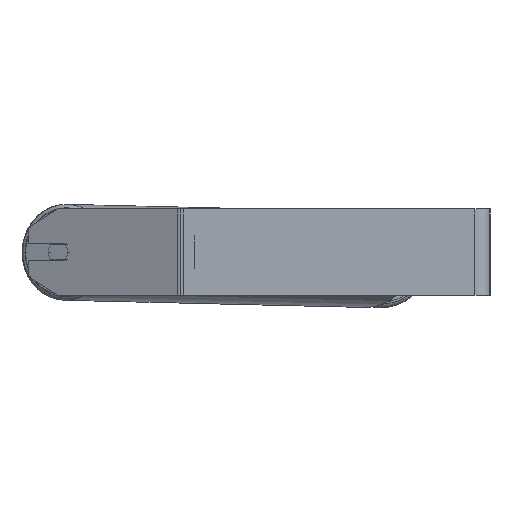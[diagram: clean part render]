
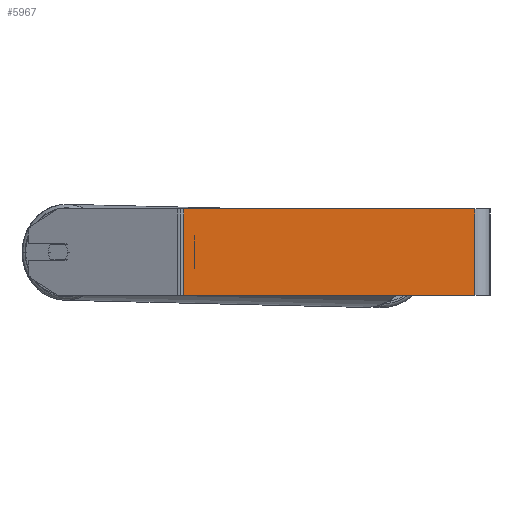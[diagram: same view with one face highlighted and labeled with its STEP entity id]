
A CAD part, left-side view. The second image highlights one B-rep face of the part: STEP entity #5967.
In plain terms, the highlighted planar face has unit normal (-1, 0, 0).
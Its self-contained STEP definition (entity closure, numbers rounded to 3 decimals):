
#32 = PLANE ( 'NONE',  #8242 ) ;
#213 = DIRECTION ( 'NONE',  ( 0., 0., -1. ) ) ;
#216 = LINE ( 'NONE', #2211, #1335 ) ;
#283 = VERTEX_POINT ( 'NONE', #8178 ) ;
#412 = CARTESIAN_POINT ( 'NONE',  ( -1045., 284.094, -40. ) ) ;
#653 = VERTEX_POINT ( 'NONE', #2722 ) ;
#885 = ORIENTED_EDGE ( 'NONE', *, *, #3242, .T. ) ;
#1257 = ORIENTED_EDGE ( 'NONE', *, *, #7119, .F. ) ;
#1335 = VECTOR ( 'NONE', #2783, 1000. ) ;
#1983 = CARTESIAN_POINT ( 'NONE',  ( -1045., 287.198, -40. ) ) ;
#2046 = VECTOR ( 'NONE', #7536, 1000. ) ;
#2211 = CARTESIAN_POINT ( 'NONE',  ( -1045., 287.198, 40. ) ) ;
#2308 = VERTEX_POINT ( 'NONE', #7499 ) ;
#2355 = VECTOR ( 'NONE', #3342, 1000. ) ;
#2722 = CARTESIAN_POINT ( 'NONE',  ( -1045., 14., 40. ) ) ;
#2783 = DIRECTION ( 'NONE',  ( 0., -1., 0. ) ) ;
#2857 = EDGE_LOOP ( 'NONE', ( #885, #6939, #1257, #4760 ) ) ;
#3242 = EDGE_CURVE ( 'NONE', #6503, #2308, #4758, .T. ) ;
#3291 = CARTESIAN_POINT ( 'NONE',  ( -1045., 14., 40. ) ) ;
#3342 = DIRECTION ( 'NONE',  ( 0., 0., -1. ) ) ;
#3673 = EDGE_CURVE ( 'NONE', #653, #2308, #6607, .T. ) ;
#4758 = LINE ( 'NONE', #1983, #5291 ) ;
#4760 = ORIENTED_EDGE ( 'NONE', *, *, #7593, .T. ) ;
#4830 = CARTESIAN_POINT ( 'NONE',  ( -1045., 284.094, 40. ) ) ;
#5291 = VECTOR ( 'NONE', #8031, 1000. ) ;
#5967 = ADVANCED_FACE ( 'NONE', ( #8217 ), #32, .F. ) ;
#6131 = DIRECTION ( 'NONE',  ( 1., 0., 0. ) ) ;
#6265 = CARTESIAN_POINT ( 'NONE',  ( -1045., 287.198, 40. ) ) ;
#6503 = VERTEX_POINT ( 'NONE', #412 ) ;
#6607 = LINE ( 'NONE', #3291, #2355 ) ;
#6939 = ORIENTED_EDGE ( 'NONE', *, *, #3673, .F. ) ;
#7119 = EDGE_CURVE ( 'NONE', #283, #653, #216, .T. ) ;
#7499 = CARTESIAN_POINT ( 'NONE',  ( -1045., 14., -40. ) ) ;
#7536 = DIRECTION ( 'NONE',  ( 0., 0., -1. ) ) ;
#7593 = EDGE_CURVE ( 'NONE', #283, #6503, #8209, .T. ) ;
#8031 = DIRECTION ( 'NONE',  ( 0., -1., 0. ) ) ;
#8178 = CARTESIAN_POINT ( 'NONE',  ( -1045., 284.094, 40. ) ) ;
#8209 = LINE ( 'NONE', #4830, #2046 ) ;
#8217 = FACE_OUTER_BOUND ( 'NONE', #2857, .T. ) ;
#8242 = AXIS2_PLACEMENT_3D ( 'NONE', #6265, #6131, #213 ) ;
